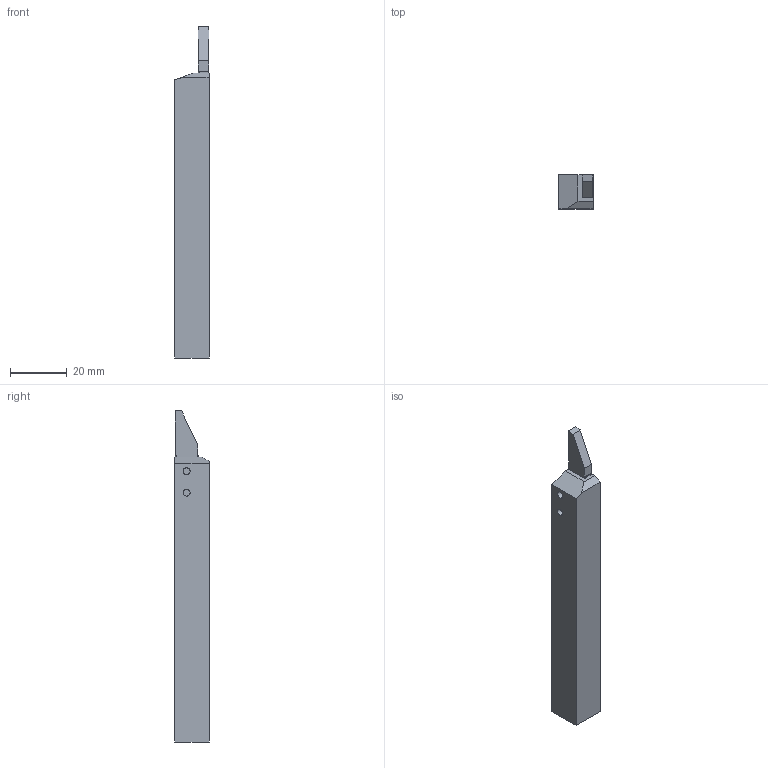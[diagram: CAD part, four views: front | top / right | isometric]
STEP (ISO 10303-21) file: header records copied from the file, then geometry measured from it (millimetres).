
FILE_DESCRIPTION (( 'STEP AP203' ), '1' );
FILE_NAME ('CUT-93-03.STEP', '2013-06-20T15:04:41', ( '' ), ( '' ), 'SwSTEP 2.0', 'SolidWorks 2013', '' );
FILE_SCHEMA (( 'CONFIG_CONTROL_DESIGN' ));
Length unit declared in the file: millimetre
Products named in the file (4): CUT-93-03; CUT-93-Kunde_3000-12-100 R ; CUT-3000 R-L Kunde Lang_Lang; MSP-16_M3x7.3 T08
Assembly tree (4 placements, depth 2):
  CUT-93-03
    CUT-93-Kunde_3000-12-100 R 
    CUT-3000 R-L Kunde Lang_Lang
    MSP-16_M3x7.3 T08  x2
Bounding box: 12 x 12 x 116.5 mm (x, y, z)
Volume: 14411.7 mm3; surface area: 6499.2 mm2
Topology: 4 solids, 4 shells, 137 faces, 341 edges, 212 vertices
Faces by surface type: cylinder 55, plane 42, cone 28, torus 12
Entity records: 3494 total; most frequent: DIRECTION 572, CARTESIAN_POINT 529, ORIENTED_EDGE 508, EDGE_CURVE 254, AXIS2_PLACEMENT_3D 212, VERTEX_POINT 161, LINE 148, VECTOR 148
